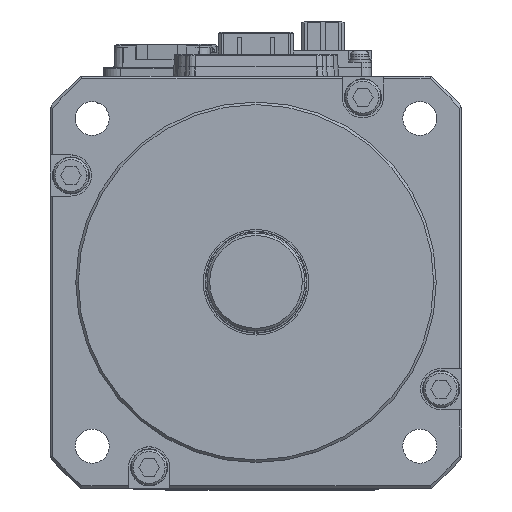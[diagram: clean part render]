
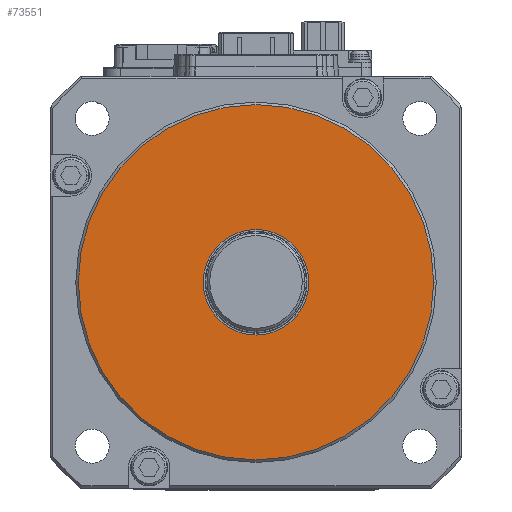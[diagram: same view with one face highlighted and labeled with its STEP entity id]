
A CAD part, top view. The second image highlights one B-rep face of the part: STEP entity #73551.
In plain terms, the highlighted planar face has unit normal (0, 0, 1).
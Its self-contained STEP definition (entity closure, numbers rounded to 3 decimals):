
#2004 = CARTESIAN_POINT ( 'NONE',  ( 0., 0., 68.5 ) ) ;
#2527 = ORIENTED_EDGE ( 'NONE', *, *, #26185, .T. ) ;
#4091 = ORIENTED_EDGE ( 'NONE', *, *, #66266, .T. ) ;
#7956 = DIRECTION ( 'NONE',  ( 1., 0., 0. ) ) ;
#8033 = VERTEX_POINT ( 'NONE', #33484 ) ;
#8497 = ORIENTED_EDGE ( 'NONE', *, *, #9661, .F. ) ;
#9661 = EDGE_CURVE ( 'NONE', #60700, #8033, #74040, .T. ) ;
#16831 = AXIS2_PLACEMENT_3D ( 'NONE', #92153, #31552, #68793 ) ;
#17094 = CARTESIAN_POINT ( 'NONE',  ( 0., 0., 68.5 ) ) ;
#19684 = CARTESIAN_POINT ( 'NONE',  ( -34.5, 0., 68.5 ) ) ;
#22865 = FACE_OUTER_BOUND ( 'NONE', #45289, .T. ) ;
#26185 = EDGE_CURVE ( 'NONE', #73721, #81386, #87714, .T. ) ;
#30429 = DIRECTION ( 'NONE',  ( 0., 0., 1. ) ) ;
#31552 = DIRECTION ( 'NONE',  ( 0., 0., 1. ) ) ;
#32857 = EDGE_CURVE ( 'NONE', #8033, #60700, #59789, .T. ) ;
#33484 = CARTESIAN_POINT ( 'NONE',  ( 10.25, 0., 68.5 ) ) ;
#37629 = AXIS2_PLACEMENT_3D ( 'NONE', #17094, #92685, #39581 ) ;
#38861 = CARTESIAN_POINT ( 'NONE',  ( 0., 0., 68.5 ) ) ;
#39394 = DIRECTION ( 'NONE',  ( 1., 0., 0. ) ) ;
#39581 = DIRECTION ( 'NONE',  ( 1., 0., 0. ) ) ;
#45289 = EDGE_LOOP ( 'NONE', ( #4091, #2527 ) ) ;
#50784 = AXIS2_PLACEMENT_3D ( 'NONE', #60181, #68592, #84023 ) ;
#51122 = CARTESIAN_POINT ( 'NONE',  ( -10.25, 0., 68.5 ) ) ;
#59789 = CIRCLE ( 'NONE', #37629, 10.25 ) ;
#60181 = CARTESIAN_POINT ( 'NONE',  ( 0., 0., 68.5 ) ) ;
#60692 = PLANE ( 'NONE',  #91218 ) ;
#60700 = VERTEX_POINT ( 'NONE', #51122 ) ;
#64026 = EDGE_LOOP ( 'NONE', ( #8497, #84999 ) ) ;
#66266 = EDGE_CURVE ( 'NONE', #81386, #73721, #73009, .T. ) ;
#68592 = DIRECTION ( 'NONE',  ( 0., 0., 1. ) ) ;
#68793 = DIRECTION ( 'NONE',  ( 1., 0., 0. ) ) ;
#73009 = CIRCLE ( 'NONE', #50784, 34.5 ) ;
#73551 = ADVANCED_FACE ( 'NONE', ( #22865, #91031 ), #60692, .T. ) ;
#73721 = VERTEX_POINT ( 'NONE', #96896 ) ;
#74040 = CIRCLE ( 'NONE', #16831, 10.25 ) ;
#78084 = AXIS2_PLACEMENT_3D ( 'NONE', #2004, #30429, #39394 ) ;
#81386 = VERTEX_POINT ( 'NONE', #19684 ) ;
#84023 = DIRECTION ( 'NONE',  ( 1., 0., 0. ) ) ;
#84999 = ORIENTED_EDGE ( 'NONE', *, *, #32857, .F. ) ;
#87714 = CIRCLE ( 'NONE', #78084, 34.5 ) ;
#91031 = FACE_BOUND ( 'NONE', #64026, .T. ) ;
#91218 = AXIS2_PLACEMENT_3D ( 'NONE', #38861, #91989, #7956 ) ;
#91989 = DIRECTION ( 'NONE',  ( 0., 0., 1. ) ) ;
#92153 = CARTESIAN_POINT ( 'NONE',  ( 0., 0., 68.5 ) ) ;
#92685 = DIRECTION ( 'NONE',  ( 0., 0., 1. ) ) ;
#96896 = CARTESIAN_POINT ( 'NONE',  ( 34.5, 0., 68.5 ) ) ;
